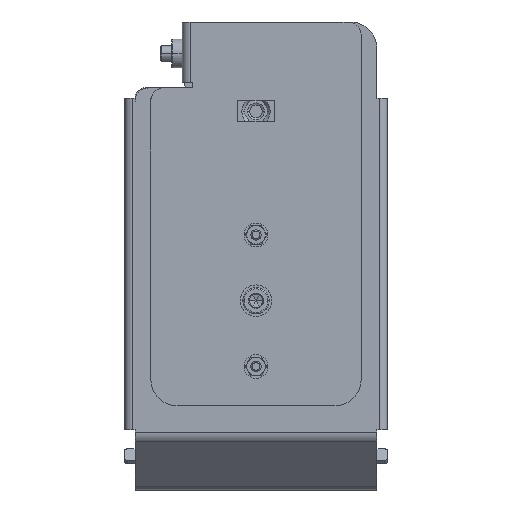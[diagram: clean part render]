
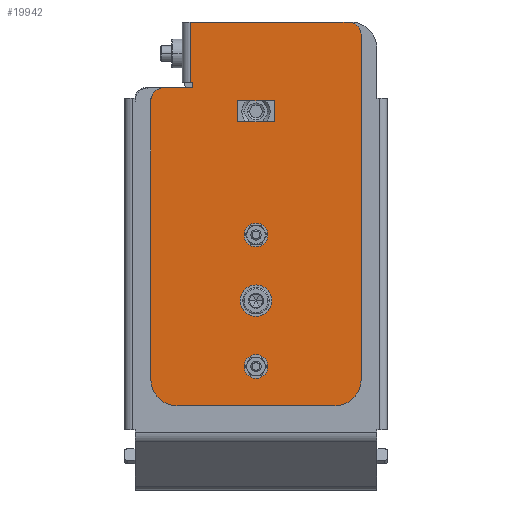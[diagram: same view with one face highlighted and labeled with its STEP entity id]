
A CAD part, front view. The second image highlights one B-rep face of the part: STEP entity #19942.
In plain terms, the highlighted planar face has unit normal (0, -1, 0).
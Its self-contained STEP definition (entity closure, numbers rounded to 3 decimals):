
#2576=DIRECTION('',(-1.,0.,0.));
#2577=VECTOR('',#2576,60.);
#2578=CARTESIAN_POINT('',(35.,-2.,96.));
#2579=LINE('',#2578,#2577);
#3397=DIRECTION('',(0.,0.,-1.));
#3398=VECTOR('',#3397,23.);
#3399=CARTESIAN_POINT('',(-25.,-2.,96.));
#3400=LINE('',#3399,#3398);
#3401=CARTESIAN_POINT('',(35.,-2.,91.));
#3402=DIRECTION('',(0.,1.,0.));
#3403=DIRECTION('',(0.,0.,1.));
#3404=AXIS2_PLACEMENT_3D('',#3401,#3402,#3403);
#3406=CARTESIAN_POINT('',(30.,-2.,-40.));
#3407=DIRECTION('',(0.,1.,0.));
#3408=DIRECTION('',(1.,0.,0.));
#3409=AXIS2_PLACEMENT_3D('',#3406,#3407,#3408);
#3411=CARTESIAN_POINT('',(-30.,-2.,-40.));
#3412=DIRECTION('',(0.,1.,0.));
#3413=DIRECTION('',(0.,0.,-1.));
#3414=AXIS2_PLACEMENT_3D('',#3411,#3412,#3413);
#3416=CARTESIAN_POINT('',(-35.,-2.,66.));
#3417=DIRECTION('',(0.,1.,0.));
#3418=DIRECTION('',(-1.,0.,0.));
#3419=AXIS2_PLACEMENT_3D('',#3416,#3417,#3418);
#3421=CARTESIAN_POINT('',(0.,-2.,-10.));
#3422=DIRECTION('',(0.,-1.,0.));
#3423=DIRECTION('',(1.,0.,0.));
#3424=AXIS2_PLACEMENT_3D('',#3421,#3422,#3423);
#3426=CARTESIAN_POINT('',(0.,-2.,-10.));
#3427=DIRECTION('',(0.,-1.,0.));
#3428=DIRECTION('',(-1.,0.,0.));
#3429=AXIS2_PLACEMENT_3D('',#3426,#3427,#3428);
#3431=CARTESIAN_POINT('',(0.,-2.,15.));
#3432=DIRECTION('',(0.,-1.,0.));
#3433=DIRECTION('',(-1.,0.,0.));
#3434=AXIS2_PLACEMENT_3D('',#3431,#3432,#3433);
#3436=CARTESIAN_POINT('',(0.,-2.,15.));
#3437=DIRECTION('',(0.,-1.,0.));
#3438=DIRECTION('',(1.,0.,0.));
#3439=AXIS2_PLACEMENT_3D('',#3436,#3437,#3438);
#3441=CARTESIAN_POINT('',(0.,-2.,-35.));
#3442=DIRECTION('',(0.,-1.,0.));
#3443=DIRECTION('',(-1.,0.,0.));
#3444=AXIS2_PLACEMENT_3D('',#3441,#3442,#3443);
#3446=CARTESIAN_POINT('',(0.,-2.,-35.));
#3447=DIRECTION('',(0.,-1.,0.));
#3448=DIRECTION('',(1.,0.,0.));
#3449=AXIS2_PLACEMENT_3D('',#3446,#3447,#3448);
#3459=DIRECTION('',(0.,0.,1.));
#3460=VECTOR('',#3459,131.);
#3461=CARTESIAN_POINT('',(40.,-2.,-40.));
#3462=LINE('',#3461,#3460);
#3471=DIRECTION('',(1.,0.,0.));
#3472=VECTOR('',#3471,60.);
#3473=CARTESIAN_POINT('',(-30.,-2.,-50.));
#3474=LINE('',#3473,#3472);
#3483=DIRECTION('',(0.,0.,-1.));
#3484=VECTOR('',#3483,106.);
#3485=CARTESIAN_POINT('',(-40.,-2.,66.));
#3486=LINE('',#3485,#3484);
#3495=DIRECTION('',(-1.,0.,0.));
#3496=VECTOR('',#3495,11.);
#3497=CARTESIAN_POINT('',(-24.,-2.,71.));
#3498=LINE('',#3497,#3496);
#3499=DIRECTION('',(0.,0.,-1.));
#3500=VECTOR('',#3499,2.);
#3501=CARTESIAN_POINT('',(-24.,-2.,73.));
#3502=LINE('',#3501,#3500);
#3521=DIRECTION('',(1.,0.,0.));
#3522=VECTOR('',#3521,1.);
#3523=CARTESIAN_POINT('',(-25.,-2.,73.));
#3524=LINE('',#3523,#3522);
#3977=DIRECTION('',(-1.,0.,0.));
#3978=VECTOR('',#3977,14.);
#3979=CARTESIAN_POINT('',(7.,-2.,58.));
#3980=LINE('',#3979,#3978);
#4007=DIRECTION('',(0.,0.,1.));
#4008=VECTOR('',#4007,8.);
#4009=CARTESIAN_POINT('',(-7.,-2.,58.));
#4010=LINE('',#4009,#4008);
#4015=DIRECTION('',(1.,0.,0.));
#4016=VECTOR('',#4015,14.);
#4017=CARTESIAN_POINT('',(-7.,-2.,66.));
#4018=LINE('',#4017,#4016);
#4245=DIRECTION('',(0.,0.,-1.));
#4246=VECTOR('',#4245,8.);
#4247=CARTESIAN_POINT('',(7.,-2.,66.));
#4248=LINE('',#4247,#4246);
#12152=CARTESIAN_POINT('',(-3.5,-2.,-10.));
#12153=VERTEX_POINT('',#12152);
#12154=CARTESIAN_POINT('',(3.5,-2.,-10.));
#12155=VERTEX_POINT('',#12154);
#12156=CARTESIAN_POINT('',(35.,-2.,96.));
#12157=CARTESIAN_POINT('',(40.,-2.,91.));
#12158=VERTEX_POINT('',#12156);
#12159=VERTEX_POINT('',#12157);
#12160=CARTESIAN_POINT('',(40.,-2.,-40.));
#12161=VERTEX_POINT('',#12160);
#12162=CARTESIAN_POINT('',(30.,-2.,-50.));
#12163=VERTEX_POINT('',#12162);
#12164=CARTESIAN_POINT('',(-30.,-2.,-50.));
#12165=VERTEX_POINT('',#12164);
#12166=CARTESIAN_POINT('',(-40.,-2.,-40.));
#12167=VERTEX_POINT('',#12166);
#12168=CARTESIAN_POINT('',(-40.,-2.,66.));
#12169=VERTEX_POINT('',#12168);
#12170=CARTESIAN_POINT('',(-35.,-2.,71.));
#12171=VERTEX_POINT('',#12170);
#12172=CARTESIAN_POINT('',(-24.,-2.,71.));
#12173=VERTEX_POINT('',#12172);
#12174=CARTESIAN_POINT('',(-24.,-2.,73.));
#12175=VERTEX_POINT('',#12174);
#12176=CARTESIAN_POINT('',(-25.,-2.,73.));
#12177=VERTEX_POINT('',#12176);
#12178=CARTESIAN_POINT('',(-25.,-2.,96.));
#12179=VERTEX_POINT('',#12178);
#12180=CARTESIAN_POINT('',(7.,-2.,58.));
#12181=CARTESIAN_POINT('',(-7.,-2.,58.));
#12182=VERTEX_POINT('',#12180);
#12183=VERTEX_POINT('',#12181);
#12184=CARTESIAN_POINT('',(7.,-2.,66.));
#12185=VERTEX_POINT('',#12184);
#12186=CARTESIAN_POINT('',(-7.,-2.,66.));
#12187=VERTEX_POINT('',#12186);
#12284=CARTESIAN_POINT('',(-2.,-2.,15.));
#12285=CARTESIAN_POINT('',(2.,-2.,15.));
#12286=VERTEX_POINT('',#12284);
#12287=VERTEX_POINT('',#12285);
#12296=CARTESIAN_POINT('',(-2.,-2.,-35.));
#12297=CARTESIAN_POINT('',(2.,-2.,-35.));
#12298=VERTEX_POINT('',#12296);
#12299=VERTEX_POINT('',#12297);
#19885=CARTESIAN_POINT('',(0.,-2.,-10.));
#19886=DIRECTION('',(0.,1.,0.));
#19887=DIRECTION('',(1.,0.,0.));
#19888=AXIS2_PLACEMENT_3D('',#19885,#19886,#19887);
#19889=PLANE('',#19888);
#19891=ORIENTED_EDGE('',*,*,#19890,.T.);
#19893=ORIENTED_EDGE('',*,*,#19892,.F.);
#19895=ORIENTED_EDGE('',*,*,#19894,.T.);
#19897=ORIENTED_EDGE('',*,*,#19896,.F.);
#19899=ORIENTED_EDGE('',*,*,#19898,.T.);
#19901=ORIENTED_EDGE('',*,*,#19900,.F.);
#19903=ORIENTED_EDGE('',*,*,#19902,.T.);
#19905=ORIENTED_EDGE('',*,*,#19904,.F.);
#19907=ORIENTED_EDGE('',*,*,#19906,.F.);
#19909=ORIENTED_EDGE('',*,*,#19908,.F.);
#19910=ORIENTED_EDGE('',*,*,#19871,.F.);
#19911=ORIENTED_EDGE('',*,*,#17753,.F.);
#19912=EDGE_LOOP('',(#19891,#19893,#19895,#19897,#19899,#19901,#19903,#19905,
#19907,#19909,#19910,#19911));
#19913=FACE_OUTER_BOUND('',#19912,.F.);
#19915=ORIENTED_EDGE('',*,*,#19914,.T.);
#19917=ORIENTED_EDGE('',*,*,#19916,.T.);
#19918=EDGE_LOOP('',(#19915,#19917));
#19919=FACE_BOUND('',#19918,.F.);
#19921=ORIENTED_EDGE('',*,*,#19920,.F.);
#19923=ORIENTED_EDGE('',*,*,#19922,.F.);
#19925=ORIENTED_EDGE('',*,*,#19924,.F.);
#19927=ORIENTED_EDGE('',*,*,#19926,.F.);
#19928=EDGE_LOOP('',(#19921,#19923,#19925,#19927));
#19929=FACE_BOUND('',#19928,.F.);
#19931=ORIENTED_EDGE('',*,*,#19930,.T.);
#19933=ORIENTED_EDGE('',*,*,#19932,.T.);
#19934=EDGE_LOOP('',(#19931,#19933));
#19935=FACE_BOUND('',#19934,.F.);
#19937=ORIENTED_EDGE('',*,*,#19936,.T.);
#19939=ORIENTED_EDGE('',*,*,#19938,.T.);
#19940=EDGE_LOOP('',(#19937,#19939));
#19941=FACE_BOUND('',#19940,.F.);
#19942=ADVANCED_FACE('',(#19913,#19919,#19929,#19935,#19941),#19889,.F.);
#3405=CIRCLE('',#3404,5.);
#3410=CIRCLE('',#3409,10.);
#3415=CIRCLE('',#3414,10.);
#3420=CIRCLE('',#3419,5.);
#3425=CIRCLE('',#3424,3.5);
#3430=CIRCLE('',#3429,3.5);
#3435=CIRCLE('',#3434,2.);
#3440=CIRCLE('',#3439,2.);
#3445=CIRCLE('',#3444,2.);
#3450=CIRCLE('',#3449,2.);
#17753=EDGE_CURVE('',#12158,#12179,#2579,.T.);
#19871=EDGE_CURVE('',#12179,#12177,#3400,.T.);
#19890=EDGE_CURVE('',#12158,#12159,#3405,.T.);
#19892=EDGE_CURVE('',#12161,#12159,#3462,.T.);
#19894=EDGE_CURVE('',#12161,#12163,#3410,.T.);
#19896=EDGE_CURVE('',#12165,#12163,#3474,.T.);
#19898=EDGE_CURVE('',#12165,#12167,#3415,.T.);
#19900=EDGE_CURVE('',#12169,#12167,#3486,.T.);
#19902=EDGE_CURVE('',#12169,#12171,#3420,.T.);
#19904=EDGE_CURVE('',#12173,#12171,#3498,.T.);
#19906=EDGE_CURVE('',#12175,#12173,#3502,.T.);
#19908=EDGE_CURVE('',#12177,#12175,#3524,.T.);
#19914=EDGE_CURVE('',#12155,#12153,#3425,.T.);
#19916=EDGE_CURVE('',#12153,#12155,#3430,.T.);
#19920=EDGE_CURVE('',#12182,#12183,#3980,.T.);
#19922=EDGE_CURVE('',#12185,#12182,#4248,.T.);
#19924=EDGE_CURVE('',#12187,#12185,#4018,.T.);
#19926=EDGE_CURVE('',#12183,#12187,#4010,.T.);
#19930=EDGE_CURVE('',#12286,#12287,#3435,.T.);
#19932=EDGE_CURVE('',#12287,#12286,#3440,.T.);
#19936=EDGE_CURVE('',#12298,#12299,#3445,.T.);
#19938=EDGE_CURVE('',#12299,#12298,#3450,.T.);
